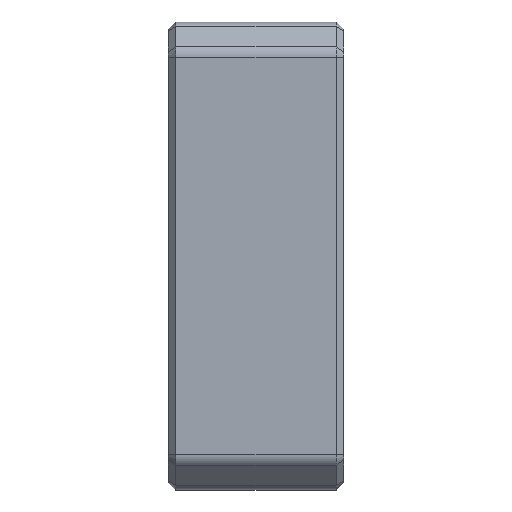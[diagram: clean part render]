
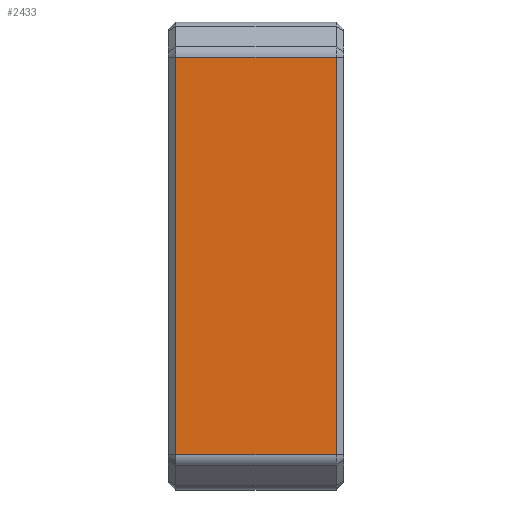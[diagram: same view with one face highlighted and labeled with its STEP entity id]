
A CAD part, front view. The second image highlights one B-rep face of the part: STEP entity #2433.
In plain terms, the highlighted planar face has unit normal (0, -1, 0).
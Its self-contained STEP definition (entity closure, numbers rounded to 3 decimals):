
#154=PLANE('',#2672);
#318=FACE_OUTER_BOUND('',#465,.T.);
#465=EDGE_LOOP('',(#2181,#2182,#2183,#2184));
#485=LINE('',#3389,#697);
#564=LINE('',#3619,#776);
#667=LINE('',#5246,#879);
#680=LINE('',#5272,#892);
#697=VECTOR('',#2721,10.);
#776=VECTOR('',#2964,10.);
#879=VECTOR('',#3291,10.);
#892=VECTOR('',#3330,10.);
#993=VERTEX_POINT('',#3377);
#997=VERTEX_POINT('',#3387);
#1066=VERTEX_POINT('',#3618);
#1188=VERTEX_POINT('',#5240);
#1211=EDGE_CURVE('',#997,#993,#485,.T.);
#1327=EDGE_CURVE('',#993,#1066,#564,.T.);
#1528=EDGE_CURVE('',#1066,#1188,#667,.T.);
#1541=EDGE_CURVE('',#1188,#997,#680,.T.);
#2181=ORIENTED_EDGE('',*,*,#1211,.F.);
#2182=ORIENTED_EDGE('',*,*,#1541,.F.);
#2183=ORIENTED_EDGE('',*,*,#1528,.F.);
#2184=ORIENTED_EDGE('',*,*,#1327,.F.);
#2433=ADVANCED_FACE('',(#318),#154,.T.);
#2672=AXIS2_PLACEMENT_3D('',#5273,#3331,#3332);
#2721=DIRECTION('',(0.,0.,-1.));
#2964=DIRECTION('',(-1.,0.,0.));
#3291=DIRECTION('',(0.,0.,1.));
#3330=DIRECTION('',(1.,0.,0.));
#3331=DIRECTION('center_axis',(0.,-1.,0.));
#3332=DIRECTION('ref_axis',(0.,0.,-1.));
#3377=CARTESIAN_POINT('',(2.75,-7.9,-6.793));
#3387=CARTESIAN_POINT('',(2.75,-7.9,6.793));
#3389=CARTESIAN_POINT('',(2.75,-7.9,4.));
#3618=CARTESIAN_POINT('',(-2.75,-7.9,-6.793));
#3619=CARTESIAN_POINT('',(0.,-7.9,-6.793));
#5240=CARTESIAN_POINT('',(-2.75,-7.9,6.793));
#5246=CARTESIAN_POINT('',(-2.75,-7.9,4.));
#5272=CARTESIAN_POINT('',(0.,-7.9,6.793));
#5273=CARTESIAN_POINT('Origin',(0.,-7.9,8.));
